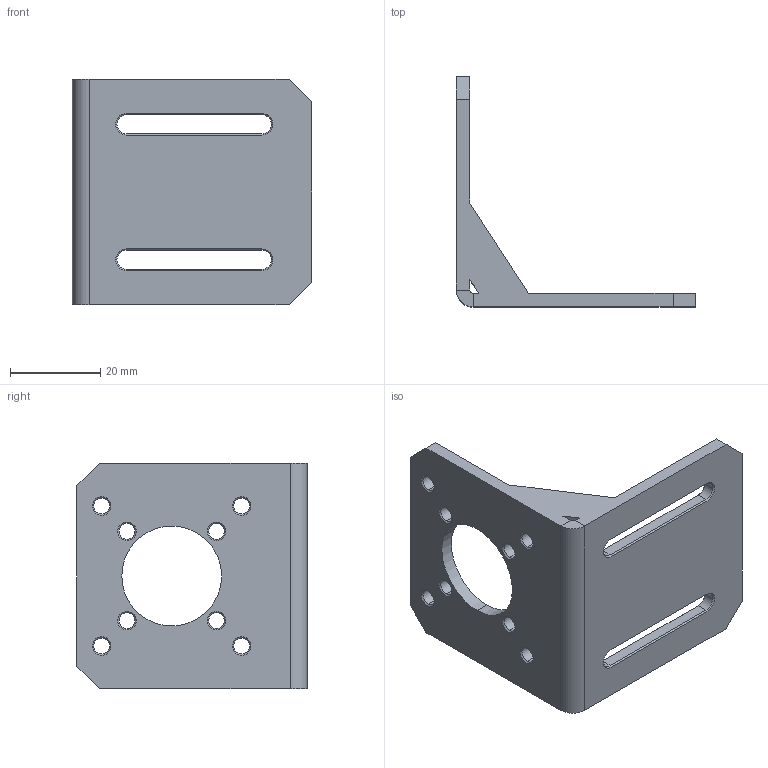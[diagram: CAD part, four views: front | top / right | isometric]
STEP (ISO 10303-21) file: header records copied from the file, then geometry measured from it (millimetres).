
FILE_DESCRIPTION (( 'STEP AP214' ), '1' );
FILE_NAME ('NEMA17MotorMount.STEP', '2016-07-06T20:09:24', ( '' ), ( '' ), 'SwSTEP 2.0', 'SolidWorks 2016', '' );
FILE_SCHEMA (( 'AUTOMOTIVE_DESIGN' ));
Length unit declared in the file: millimetre
Products named in the file (1): NEMA17MotorMount
Bounding box: 52.98 x 50.98 x 50 mm (x, y, z)
Volume: 13369.1 mm3; surface area: 10620.9 mm2
Topology: 1 solids, 1 shells, 96 faces, 254 edges, 156 vertices
Faces by surface type: cone 40, plane 32, cylinder 24
Entity records: 3048 total; most frequent: DIRECTION 552, ORIENTED_EDGE 508, CARTESIAN_POINT 507, EDGE_CURVE 254, AXIS2_PLACEMENT_3D 201, VERTEX_POINT 156, LINE 150, VECTOR 150
